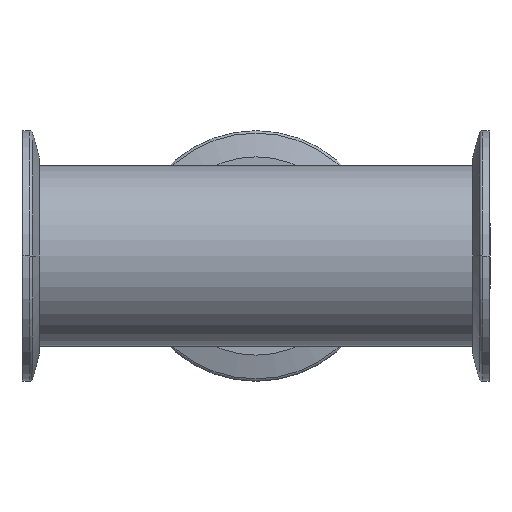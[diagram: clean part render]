
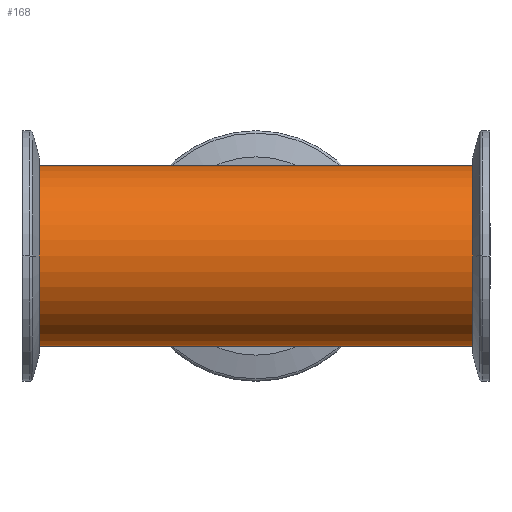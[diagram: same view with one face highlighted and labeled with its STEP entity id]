
A CAD part, front view. The second image highlights one B-rep face of the part: STEP entity #168.
In plain terms, the highlighted cylindrical face has radius 27 mm (diameter 54 mm), a partial arc.
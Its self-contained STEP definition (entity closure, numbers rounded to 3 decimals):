
#37 = CARTESIAN_POINT ( 'NONE',  ( 66.5, 0., -27. ) ) ;
#43 = CARTESIAN_POINT ( 'NONE',  ( 66.5, 0., -27. ) ) ;
#52 = VERTEX_POINT ( 'NONE', #548 ) ;
#64 = ORIENTED_EDGE ( 'NONE', *, *, #616, .F. ) ;
#99 = ORIENTED_EDGE ( 'NONE', *, *, #500, .F. ) ;
#113 = DIRECTION ( 'NONE',  ( -1., 0., 0. ) ) ;
#125 = DIRECTION ( 'NONE',  ( 0., 0., -1. ) ) ;
#139 = DIRECTION ( 'NONE',  ( 0., 0., 1. ) ) ;
#156 = VERTEX_POINT ( 'NONE', #447 ) ;
#168 = ADVANCED_FACE ( 'NONE', ( #693 ), #851, .T. ) ;
#173 = VECTOR ( 'NONE', #943, 1000. ) ;
#174 = ORIENTED_EDGE ( 'NONE', *, *, #945, .F. ) ;
#195 = DIRECTION ( 'NONE',  ( 1., 0., 0. ) ) ;
#197 = DIRECTION ( 'NONE',  ( 0., 0., -1. ) ) ;
#199 = DIRECTION ( 'NONE',  ( 1., 0., 0. ) ) ;
#238 = VERTEX_POINT ( 'NONE', #523 ) ;
#241 = EDGE_CURVE ( 'NONE', #238, #1002, #752, .T. ) ;
#272 = CARTESIAN_POINT ( 'NONE',  ( 66.5, 0., 0. ) ) ;
#281 = VECTOR ( 'NONE', #113, 1000. ) ;
#345 = AXIS2_PLACEMENT_3D ( 'NONE', #784, #195, #125 ) ;
#373 = CIRCLE ( 'NONE', #856, 27. ) ;
#387 = CARTESIAN_POINT ( 'NONE',  ( -66.5, 0., -27. ) ) ;
#397 = LINE ( 'NONE', #877, #173 ) ;
#447 = CARTESIAN_POINT ( 'NONE',  ( 66.5, 0., -27. ) ) ;
#454 = AXIS2_PLACEMENT_3D ( 'NONE', #884, #860, #139 ) ;
#459 = CARTESIAN_POINT ( 'NONE',  ( 66.5, 0., 27. ) ) ;
#475 = CARTESIAN_POINT ( 'NONE',  ( 0., 0., 27. ) ) ;
#500 = EDGE_CURVE ( 'NONE', #156, #52, #797, .T. ) ;
#523 = CARTESIAN_POINT ( 'NONE',  ( -66.5, 0., 27. ) ) ;
#548 = CARTESIAN_POINT ( 'NONE',  ( 0., 0., -27. ) ) ;
#592 = LINE ( 'NONE', #459, #1004 ) ;
#616 = EDGE_CURVE ( 'NONE', #52, #1002, #983, .T. ) ;
#617 = DIRECTION ( 'NONE',  ( -1., 0., 0. ) ) ;
#618 = DIRECTION ( 'NONE',  ( -1., 0., 0. ) ) ;
#693 = FACE_OUTER_BOUND ( 'NONE', #946, .T. ) ;
#716 = CARTESIAN_POINT ( 'NONE',  ( 66.5, 0., 27. ) ) ;
#752 = CIRCLE ( 'NONE', #345, 27. ) ;
#764 = VECTOR ( 'NONE', #618, 1000. ) ;
#781 = VERTEX_POINT ( 'NONE', #475 ) ;
#784 = CARTESIAN_POINT ( 'NONE',  ( -66.5, 0., 0. ) ) ;
#797 = LINE ( 'NONE', #43, #281 ) ;
#851 = CYLINDRICAL_SURFACE ( 'NONE', #454, 27. ) ;
#856 = AXIS2_PLACEMENT_3D ( 'NONE', #272, #199, #197 ) ;
#860 = DIRECTION ( 'NONE',  ( -1., 0., 0. ) ) ;
#877 = CARTESIAN_POINT ( 'NONE',  ( 66.5, 0., 27. ) ) ;
#884 = CARTESIAN_POINT ( 'NONE',  ( 66.5, 0., 0. ) ) ;
#916 = EDGE_CURVE ( 'NONE', #781, #238, #397, .T. ) ;
#923 = ORIENTED_EDGE ( 'NONE', *, *, #953, .T. ) ;
#943 = DIRECTION ( 'NONE',  ( -1., 0., 0. ) ) ;
#944 = ORIENTED_EDGE ( 'NONE', *, *, #916, .T. ) ;
#945 = EDGE_CURVE ( 'NONE', #1005, #156, #373, .T. ) ;
#946 = EDGE_LOOP ( 'NONE', ( #99, #174, #923, #944, #972, #64 ) ) ;
#953 = EDGE_CURVE ( 'NONE', #1005, #781, #592, .T. ) ;
#972 = ORIENTED_EDGE ( 'NONE', *, *, #241, .T. ) ;
#983 = LINE ( 'NONE', #37, #764 ) ;
#1002 = VERTEX_POINT ( 'NONE', #387 ) ;
#1004 = VECTOR ( 'NONE', #617, 1000. ) ;
#1005 = VERTEX_POINT ( 'NONE', #716 ) ;
